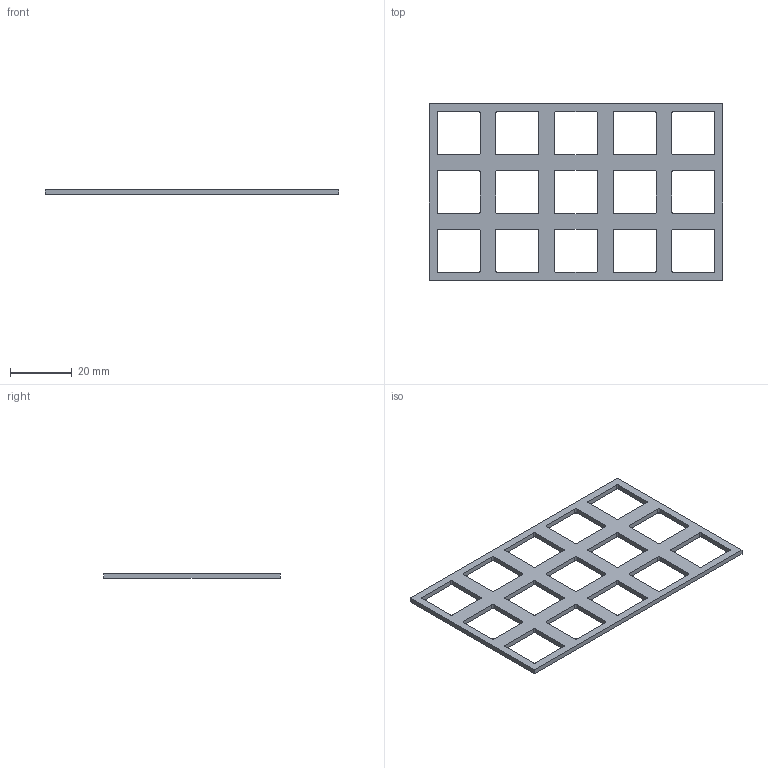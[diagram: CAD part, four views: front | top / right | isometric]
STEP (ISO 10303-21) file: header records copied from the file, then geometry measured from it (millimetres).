
FILE_DESCRIPTION(/* description */ (''),/* implementation_level */ '2;1');
FILE_NAME(/* name */ 'FreePad Plate.step',/* time_stamp */ '2025-07-29T18:32:37+01:00',/* author */ (''),/* organization */ (''),/* preprocessor_version */ 'ST-DEVELOPER v20.1',/* originating_system */ 'Autodesk Translation Framework v14.10.0.0',/* authorisation */ '');
FILE_SCHEMA (('AUTOMOTIVE_DESIGN { 1 0 10303 214 3 1 1 }'));
Length unit declared in the file: millimetre
Products named in the file (1): 2025-07-29-18-23-24-426
Bounding box: 95.25 x 57.15 x 1.6 mm (x, y, z)
Volume: 4010.8 mm3; surface area: 6824.6 mm2
Topology: 1 solids, 1 shells, 126 faces, 372 edges, 248 vertices
Faces by surface type: plane 66, cylinder 60
Entity records: 4329 total; most frequent: CARTESIAN_POINT 747, DIRECTION 746, ORIENTED_EDGE 744, EDGE_CURVE 372, LINE 252, VECTOR 252, VERTEX_POINT 248, AXIS2_PLACEMENT_3D 247
